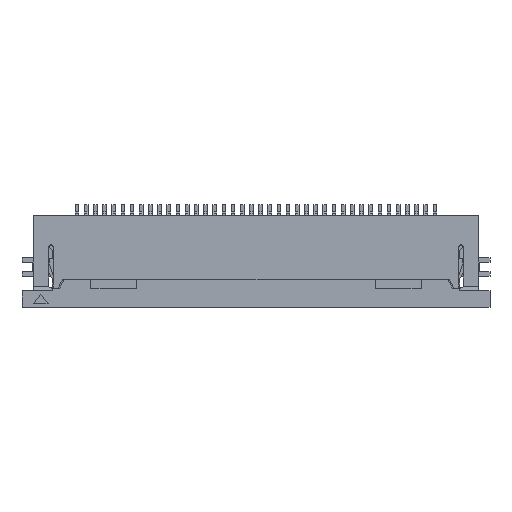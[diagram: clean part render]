
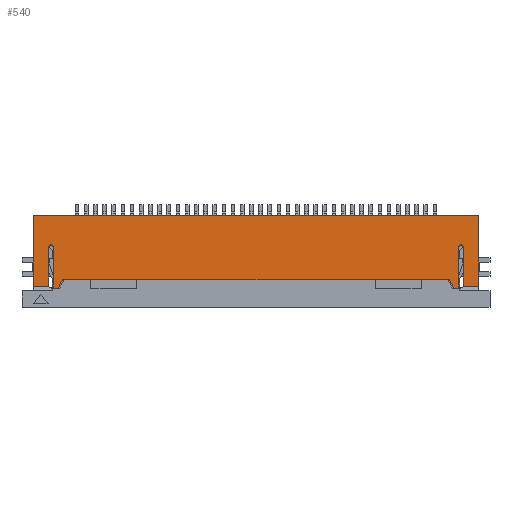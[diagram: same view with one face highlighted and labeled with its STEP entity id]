
A CAD part, top view. The second image highlights one B-rep face of the part: STEP entity #540.
In plain terms, the highlighted planar face has unit normal (0, 0, 1).
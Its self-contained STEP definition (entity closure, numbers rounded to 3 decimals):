
#540=ADVANCED_FACE('',(#4809),#2850,.T.);
#2850=PLANE('',#48592);
#4809=FACE_OUTER_BOUND('',#7154,.T.);
#7154=EDGE_LOOP('',(#10037,#10038,#10039,#10040,#10041,#10042,#10043,#10044,
#10045,#10046,#10047,#10048,#10049,#10050,#10051,#10052));
#10037=ORIENTED_EDGE('',*,*,#28083,.F.);
#10038=ORIENTED_EDGE('',*,*,#27830,.T.);
#10039=ORIENTED_EDGE('',*,*,#28084,.F.);
#10040=ORIENTED_EDGE('',*,*,#28085,.F.);
#10041=ORIENTED_EDGE('',*,*,#28086,.F.);
#10042=ORIENTED_EDGE('',*,*,#27844,.T.);
#10043=ORIENTED_EDGE('',*,*,#28077,.T.);
#10044=ORIENTED_EDGE('',*,*,#27868,.T.);
#10045=ORIENTED_EDGE('',*,*,#28080,.T.);
#10046=ORIENTED_EDGE('',*,*,#27806,.T.);
#10047=ORIENTED_EDGE('',*,*,#28087,.F.);
#10048=ORIENTED_EDGE('',*,*,#28088,.F.);
#10049=ORIENTED_EDGE('',*,*,#28089,.F.);
#10050=ORIENTED_EDGE('',*,*,#27826,.T.);
#10051=ORIENTED_EDGE('',*,*,#28090,.F.);
#10052=ORIENTED_EDGE('',*,*,#28091,.F.);
#23316=VERTEX_POINT('',#64576);
#23317=VERTEX_POINT('',#64578);
#23333=VERTEX_POINT('',#64616);
#23334=VERTEX_POINT('',#64618);
#23337=VERTEX_POINT('',#64625);
#23338=VERTEX_POINT('',#64627);
#23350=VERTEX_POINT('',#64653);
#23351=VERTEX_POINT('',#64655);
#23374=VERTEX_POINT('',#64707);
#23375=VERTEX_POINT('',#64709);
#23567=VERTEX_POINT('',#65132);
#23568=VERTEX_POINT('',#65134);
#23569=VERTEX_POINT('',#65136);
#23570=VERTEX_POINT('',#65139);
#23571=VERTEX_POINT('',#65141);
#23572=VERTEX_POINT('',#65144);
#27806=EDGE_CURVE('',#23317,#23316,#36050,.T.);
#27826=EDGE_CURVE('',#23334,#23333,#36070,.T.);
#27830=EDGE_CURVE('',#23338,#23337,#36074,.T.);
#27844=EDGE_CURVE('',#23351,#23350,#36088,.T.);
#27868=EDGE_CURVE('',#23375,#23374,#36112,.T.);
#28077=EDGE_CURVE('',#23350,#23375,#36319,.T.);
#28080=EDGE_CURVE('',#23374,#23317,#36322,.T.);
#28083=EDGE_CURVE('',#23338,#23567,#36325,.T.);
#28084=EDGE_CURVE('',#23568,#23337,#36326,.T.);
#28085=EDGE_CURVE('',#23569,#23568,#34372,.T.);
#28086=EDGE_CURVE('',#23351,#23569,#36327,.T.);
#28087=EDGE_CURVE('',#23570,#23316,#36328,.T.);
#28088=EDGE_CURVE('',#23571,#23570,#34373,.T.);
#28089=EDGE_CURVE('',#23334,#23571,#36329,.T.);
#28090=EDGE_CURVE('',#23572,#23333,#36330,.T.);
#28091=EDGE_CURVE('',#23567,#23572,#36331,.T.);
#34372=CIRCLE('',#48590,0.125);
#34373=CIRCLE('',#48591,0.125);
#36050=LINE('',#64577,#42320);
#36070=LINE('',#64617,#42340);
#36074=LINE('',#64626,#42344);
#36088=LINE('',#64654,#42358);
#36112=LINE('',#64708,#42382);
#36319=LINE('',#65120,#42589);
#36322=LINE('',#65126,#42592);
#36325=LINE('',#65131,#42595);
#36326=LINE('',#65133,#42596);
#36327=LINE('',#65137,#42597);
#36328=LINE('',#65138,#42598);
#36329=LINE('',#65142,#42599);
#36330=LINE('',#65143,#42600);
#36331=LINE('',#65145,#42601);
#42320=VECTOR('',#52024,1.);
#42340=VECTOR('',#52050,1.);
#42344=VECTOR('',#52056,1.);
#42358=VECTOR('',#52072,1.);
#42382=VECTOR('',#52108,1.);
#42589=VECTOR('',#52347,1.);
#42592=VECTOR('',#52352,1.);
#42595=VECTOR('',#52357,1.);
#42596=VECTOR('',#52358,1.);
#42597=VECTOR('',#52361,1.);
#42598=VECTOR('',#52362,1.);
#42599=VECTOR('',#52365,1.);
#42600=VECTOR('',#52366,1.);
#42601=VECTOR('',#52367,1.);
#48590=AXIS2_PLACEMENT_3D('',#65135,#52359,#52360);
#48591=AXIS2_PLACEMENT_3D('',#65140,#52363,#52364);
#48592=AXIS2_PLACEMENT_3D('',#65146,#52368,#52369);
#52024=DIRECTION('',(1.,0.,0.));
#52050=DIRECTION('',(1.,0.,0.));
#52056=DIRECTION('',(1.,0.,0.));
#52072=DIRECTION('',(1.,0.,0.));
#52108=DIRECTION('',(-1.,0.,0.));
#52347=DIRECTION('',(0.,1.,0.));
#52352=DIRECTION('',(0.,-1.,0.));
#52357=DIRECTION('',(-0.528,0.849,0.));
#52358=DIRECTION('',(0.,-1.,0.));
#52359=DIRECTION('',(0.,0.,1.));
#52360=DIRECTION('',(1.,0.,0.));
#52361=DIRECTION('',(0.,1.,0.));
#52362=DIRECTION('',(0.,-1.,0.));
#52363=DIRECTION('',(0.,0.,1.));
#52364=DIRECTION('',(-1.,0.,0.));
#52365=DIRECTION('',(0.,1.,0.));
#52366=DIRECTION('',(-0.528,-0.849,0.));
#52367=DIRECTION('',(-1.,0.,0.));
#52368=DIRECTION('',(0.,0.,1.));
#52369=DIRECTION('',(1.,0.,0.));
#64576=CARTESIAN_POINT('',(-11.3,1.15,2.));
#64577=CARTESIAN_POINT('',(-12.15,1.15,2.));
#64578=CARTESIAN_POINT('',(-12.15,1.15,2.));
#64616=CARTESIAN_POINT('',(-10.8,1.05,2.));
#64617=CARTESIAN_POINT('',(-11.1,1.05,2.));
#64618=CARTESIAN_POINT('',(-11.05,1.05,2.));
#64625=CARTESIAN_POINT('',(11.05,1.05,2.));
#64626=CARTESIAN_POINT('',(10.175,1.05,2.));
#64627=CARTESIAN_POINT('',(10.8,1.05,2.));
#64653=CARTESIAN_POINT('',(12.15,1.15,2.));
#64654=CARTESIAN_POINT('',(11.1,1.15,2.));
#64655=CARTESIAN_POINT('',(11.3,1.15,2.));
#64707=CARTESIAN_POINT('',(-12.15,5.,2.));
#64708=CARTESIAN_POINT('',(12.15,5.,2.));
#64709=CARTESIAN_POINT('',(12.15,5.,2.));
#65120=CARTESIAN_POINT('',(12.15,1.15,2.));
#65126=CARTESIAN_POINT('',(-12.15,5.,2.));
#65131=CARTESIAN_POINT('',(10.8,1.05,2.));
#65132=CARTESIAN_POINT('',(10.52,1.5,2.));
#65133=CARTESIAN_POINT('',(11.05,3.275,2.));
#65134=CARTESIAN_POINT('',(11.05,3.275,2.));
#65135=CARTESIAN_POINT('',(11.175,3.275,2.));
#65136=CARTESIAN_POINT('',(11.3,3.275,2.));
#65137=CARTESIAN_POINT('',(11.3,1.05,2.));
#65138=CARTESIAN_POINT('',(-11.3,3.275,2.));
#65139=CARTESIAN_POINT('',(-11.3,3.275,2.));
#65140=CARTESIAN_POINT('',(-11.175,3.275,2.));
#65141=CARTESIAN_POINT('',(-11.05,3.275,2.));
#65142=CARTESIAN_POINT('',(-11.05,1.05,2.));
#65143=CARTESIAN_POINT('',(-10.52,1.5,2.));
#65144=CARTESIAN_POINT('',(-10.52,1.5,2.));
#65145=CARTESIAN_POINT('',(10.52,1.5,2.));
#65146=CARTESIAN_POINT('',(0.,0.,2.));
